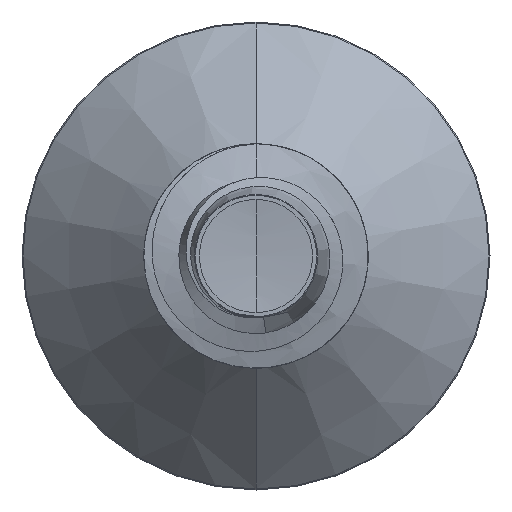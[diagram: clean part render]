
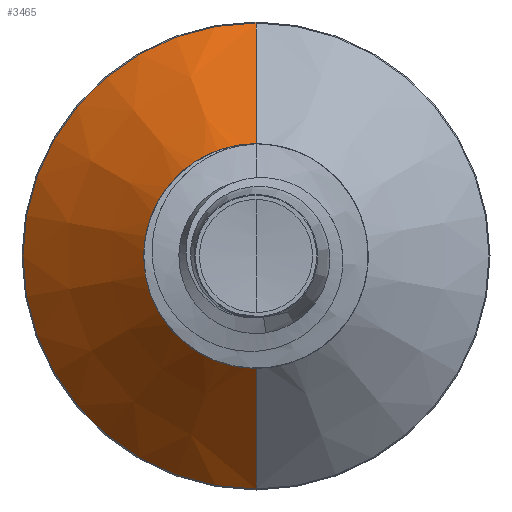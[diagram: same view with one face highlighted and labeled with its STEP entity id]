
A CAD part, front view. The second image highlights one B-rep face of the part: STEP entity #3465.
In plain terms, the highlighted conical face has half-angle 45 degrees and reference radius 1.633 mm.
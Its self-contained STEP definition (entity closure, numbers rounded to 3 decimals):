
#637 = VERTEX_POINT ( 'NONE', #5586 ) ;
#1510 = VERTEX_POINT ( 'NONE', #9814 ) ;
#1559 = CARTESIAN_POINT ( 'NONE',  ( 0., 11.835, -3.635 ) ) ;
#2614 = VERTEX_POINT ( 'NONE', #1559 ) ;
#2847 = VECTOR ( 'NONE', #3000, 1000. ) ;
#2931 = DIRECTION ( 'NONE',  ( 0., 0., 1. ) ) ;
#2976 = CONICAL_SURFACE ( 'NONE', #16944, 1.632, 0.785 ) ;
#3000 = DIRECTION ( 'NONE',  ( 0., 0.707, 0.707 ) ) ;
#3004 = DIRECTION ( 'NONE',  ( 0., 1., 0. ) ) ;
#3066 = CARTESIAN_POINT ( 'NONE',  ( 0., 9.832, 1.632 ) ) ;
#3071 = CARTESIAN_POINT ( 'NONE',  ( 0., 9.832, 0. ) ) ;
#3465 = ADVANCED_FACE ( 'NONE', ( #17538 ), #2976, .T. ) ;
#3613 = EDGE_CURVE ( 'NONE', #2614, #7102, #10914, .T. ) ;
#4245 = DIRECTION ( 'NONE',  ( 0., 0.707, -0.707 ) ) ;
#4476 = ORIENTED_EDGE ( 'NONE', *, *, #16565, .F. ) ;
#4563 = CARTESIAN_POINT ( 'NONE',  ( 0., 9.832, -1.632 ) ) ;
#4660 = ORIENTED_EDGE ( 'NONE', *, *, #17937, .T. ) ;
#4841 = ORIENTED_EDGE ( 'NONE', *, *, #15750, .T. ) ;
#4948 = AXIS2_PLACEMENT_3D ( 'NONE', #17446, #17443, #17421 ) ;
#5055 = ORIENTED_EDGE ( 'NONE', *, *, #3613, .F. ) ;
#5586 = CARTESIAN_POINT ( 'NONE',  ( 0., 9.832, 1.632 ) ) ;
#7102 = VERTEX_POINT ( 'NONE', #11970 ) ;
#7400 = AXIS2_PLACEMENT_3D ( 'NONE', #3071, #3004, #2931 ) ;
#8860 = VECTOR ( 'NONE', #4245, 1000. ) ;
#9814 = CARTESIAN_POINT ( 'NONE',  ( 0., 9.832, -1.632 ) ) ;
#10414 = CIRCLE ( 'NONE', #7400, 1.632 ) ;
#10743 = EDGE_LOOP ( 'NONE', ( #4476, #4660, #4841, #5055 ) ) ;
#10914 = CIRCLE ( 'NONE', #4948, 3.635 ) ;
#11970 = CARTESIAN_POINT ( 'NONE',  ( 0., 11.835, 3.635 ) ) ;
#14376 = LINE ( 'NONE', #3066, #2847 ) ;
#15750 = EDGE_CURVE ( 'NONE', #637, #7102, #14376, .T. ) ;
#16565 = EDGE_CURVE ( 'NONE', #1510, #2614, #18023, .T. ) ;
#16944 = AXIS2_PLACEMENT_3D ( 'NONE', #18060, #17988, #18064 ) ;
#17421 = DIRECTION ( 'NONE',  ( 0., 0., 1. ) ) ;
#17443 = DIRECTION ( 'NONE',  ( 0., 1., 0. ) ) ;
#17446 = CARTESIAN_POINT ( 'NONE',  ( 0., 11.835, 0. ) ) ;
#17538 = FACE_OUTER_BOUND ( 'NONE', #10743, .T. ) ;
#17937 = EDGE_CURVE ( 'NONE', #1510, #637, #10414, .T. ) ;
#17988 = DIRECTION ( 'NONE',  ( 0., 1., 0. ) ) ;
#18023 = LINE ( 'NONE', #4563, #8860 ) ;
#18060 = CARTESIAN_POINT ( 'NONE',  ( 0., 9.832, 0. ) ) ;
#18064 = DIRECTION ( 'NONE',  ( 0., 0., 1. ) ) ;
